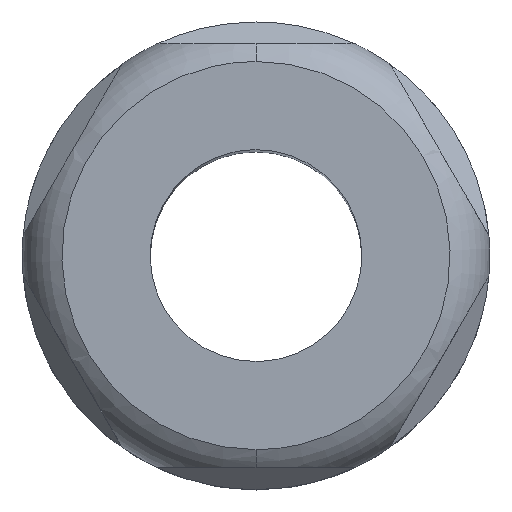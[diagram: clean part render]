
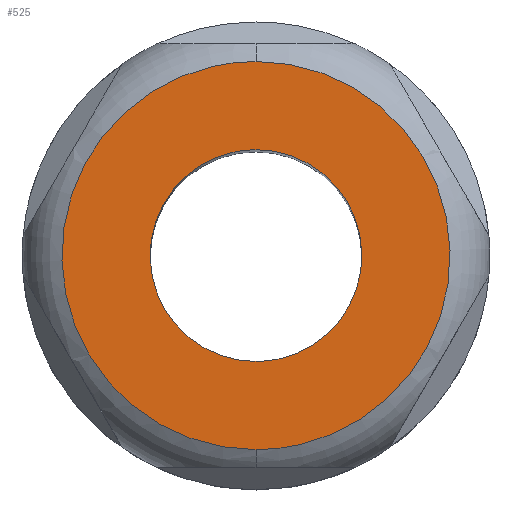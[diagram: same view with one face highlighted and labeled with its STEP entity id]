
A CAD part, top view. The second image highlights one B-rep face of the part: STEP entity #525.
In plain terms, the highlighted planar face has unit normal (0, 0, 1).
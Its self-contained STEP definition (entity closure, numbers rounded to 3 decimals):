
#459=AXIS2_PLACEMENT_3D('Plane Axis2P3D',#456,#457,#458) ;
#345=CARTESIAN_POINT('Vertex',(13.25,7.25,71.8)) ;
#349=CARTESIAN_POINT('Control Point',(13.25,19.25,71.8)) ;
#350=CARTESIAN_POINT('Control Point',(14.192,19.25,71.8)) ;
#351=CARTESIAN_POINT('Control Point',(15.135,19.065,71.8)) ;
#352=CARTESIAN_POINT('Control Point',(16.029,18.695,71.8)) ;
#353=CARTESIAN_POINT('Control Point',(17.623,17.623,71.8)) ;
#354=CARTESIAN_POINT('Control Point',(18.695,16.029,71.8)) ;
#355=CARTESIAN_POINT('Control Point',(19.065,15.135,71.8)) ;
#356=CARTESIAN_POINT('Control Point',(19.435,13.25,71.8)) ;
#357=CARTESIAN_POINT('Control Point',(19.065,11.365,71.8)) ;
#358=CARTESIAN_POINT('Control Point',(18.695,10.471,71.8)) ;
#359=CARTESIAN_POINT('Control Point',(17.623,8.877,71.8)) ;
#360=CARTESIAN_POINT('Control Point',(16.029,7.805,71.8)) ;
#361=CARTESIAN_POINT('Control Point',(15.135,7.435,71.8)) ;
#362=CARTESIAN_POINT('Control Point',(14.192,7.25,71.8)) ;
#363=CARTESIAN_POINT('Control Point',(13.25,7.25,71.8)) ;
#364=CARTESIAN_POINT('Vertex',(13.25,19.25,71.8)) ;
#385=CARTESIAN_POINT('Control Point',(13.25,7.25,71.8)) ;
#386=CARTESIAN_POINT('Control Point',(12.308,7.25,71.8)) ;
#387=CARTESIAN_POINT('Control Point',(11.365,7.435,71.8)) ;
#388=CARTESIAN_POINT('Control Point',(10.471,7.805,71.8)) ;
#389=CARTESIAN_POINT('Control Point',(8.877,8.877,71.8)) ;
#390=CARTESIAN_POINT('Control Point',(7.805,10.471,71.8)) ;
#391=CARTESIAN_POINT('Control Point',(7.435,11.365,71.8)) ;
#392=CARTESIAN_POINT('Control Point',(7.065,13.25,71.8)) ;
#393=CARTESIAN_POINT('Control Point',(7.435,15.135,71.8)) ;
#394=CARTESIAN_POINT('Control Point',(7.805,16.029,71.8)) ;
#395=CARTESIAN_POINT('Control Point',(8.877,17.623,71.8)) ;
#396=CARTESIAN_POINT('Control Point',(10.471,18.695,71.8)) ;
#397=CARTESIAN_POINT('Control Point',(11.365,19.065,71.8)) ;
#398=CARTESIAN_POINT('Control Point',(12.308,19.25,71.8)) ;
#399=CARTESIAN_POINT('Control Point',(13.25,19.25,71.8)) ;
#456=CARTESIAN_POINT('Axis2P3D Location',(22.4,13.25,71.8)) ;
#462=CARTESIAN_POINT('Control Point',(13.25,2.25,71.8)) ;
#463=CARTESIAN_POINT('Control Point',(12.113,2.25,71.8)) ;
#464=CARTESIAN_POINT('Control Point',(10.975,2.397,71.8)) ;
#465=CARTESIAN_POINT('Control Point',(9.863,2.691,71.8)) ;
#466=CARTESIAN_POINT('Control Point',(7.74,3.56,71.8)) ;
#467=CARTESIAN_POINT('Control Point',(5.908,4.94,71.8)) ;
#468=CARTESIAN_POINT('Control Point',(5.087,5.745,71.8)) ;
#469=CARTESIAN_POINT('Control Point',(3.671,7.549,71.8)) ;
#470=CARTESIAN_POINT('Control Point',(2.76,9.654,71.8)) ;
#471=CARTESIAN_POINT('Control Point',(2.444,10.76,71.8)) ;
#472=CARTESIAN_POINT('Control Point',(2.105,13.029,71.8)) ;
#473=CARTESIAN_POINT('Control Point',(2.354,15.309,71.8)) ;
#474=CARTESIAN_POINT('Control Point',(2.626,16.427,71.8)) ;
#475=CARTESIAN_POINT('Control Point',(3.452,18.566,71.8)) ;
#476=CARTESIAN_POINT('Control Point',(4.796,20.425,71.8)) ;
#477=CARTESIAN_POINT('Control Point',(5.584,21.263,71.8)) ;
#478=CARTESIAN_POINT('Control Point',(7.36,22.714,71.8)) ;
#479=CARTESIAN_POINT('Control Point',(9.447,23.666,71.8)) ;
#480=CARTESIAN_POINT('Control Point',(10.546,24.004,71.8)) ;
#481=CARTESIAN_POINT('Control Point',(11.764,24.211,71.8)) ;
#482=CARTESIAN_POINT('Control Point',(12.988,24.247,71.8)) ;
#483=CARTESIAN_POINT('Control Point',(13.075,24.249,71.8)) ;
#484=CARTESIAN_POINT('Control Point',(13.163,24.25,71.8)) ;
#485=CARTESIAN_POINT('Control Point',(13.25,24.25,71.8)) ;
#486=CARTESIAN_POINT('Vertex',(13.25,2.25,71.8)) ;
#488=CARTESIAN_POINT('Vertex',(13.25,24.25,71.8)) ;
#492=CARTESIAN_POINT('Control Point',(13.25,24.25,71.8)) ;
#493=CARTESIAN_POINT('Control Point',(14.387,24.25,71.8)) ;
#494=CARTESIAN_POINT('Control Point',(15.525,24.103,71.8)) ;
#495=CARTESIAN_POINT('Control Point',(16.637,23.809,71.8)) ;
#496=CARTESIAN_POINT('Control Point',(18.76,22.94,71.8)) ;
#497=CARTESIAN_POINT('Control Point',(20.592,21.56,71.8)) ;
#498=CARTESIAN_POINT('Control Point',(21.413,20.755,71.8)) ;
#499=CARTESIAN_POINT('Control Point',(22.829,18.951,71.8)) ;
#500=CARTESIAN_POINT('Control Point',(23.74,16.846,71.8)) ;
#501=CARTESIAN_POINT('Control Point',(24.056,15.74,71.8)) ;
#502=CARTESIAN_POINT('Control Point',(24.395,13.471,71.8)) ;
#503=CARTESIAN_POINT('Control Point',(24.146,11.191,71.8)) ;
#504=CARTESIAN_POINT('Control Point',(23.874,10.073,71.8)) ;
#505=CARTESIAN_POINT('Control Point',(23.048,7.934,71.8)) ;
#506=CARTESIAN_POINT('Control Point',(21.704,6.075,71.8)) ;
#507=CARTESIAN_POINT('Control Point',(20.916,5.237,71.8)) ;
#508=CARTESIAN_POINT('Control Point',(19.14,3.786,71.8)) ;
#509=CARTESIAN_POINT('Control Point',(17.053,2.834,71.8)) ;
#510=CARTESIAN_POINT('Control Point',(15.954,2.496,71.8)) ;
#511=CARTESIAN_POINT('Control Point',(14.736,2.289,71.8)) ;
#512=CARTESIAN_POINT('Control Point',(13.512,2.253,71.8)) ;
#513=CARTESIAN_POINT('Control Point',(13.425,2.251,71.8)) ;
#514=CARTESIAN_POINT('Control Point',(13.337,2.25,71.8)) ;
#515=CARTESIAN_POINT('Control Point',(13.25,2.25,71.8)) ;
#457=DIRECTION('Axis2P3D Direction',(-0.,0.,1.)) ;
#458=DIRECTION('Axis2P3D XDirection',(0.,-1.,0.)) ;
#518=ORIENTED_EDGE('',*,*,#490,.F.) ;
#519=ORIENTED_EDGE('',*,*,#516,.F.) ;
#522=ORIENTED_EDGE('',*,*,#366,.T.) ;
#523=ORIENTED_EDGE('',*,*,#400,.T.) ;
#524=FACE_BOUND('',#521,.T.) ;
#525=ADVANCED_FACE('Hauptk\X2\00F6\X0\rper',(#520,#524),#460,.T.) ;
#348=B_SPLINE_CURVE_WITH_KNOTS('',5,(#349,#350,#351,#352,#353,#354,#355,#356,#357,#358,#359,#360,#361,#362,#363),.UNSPECIFIED.,.F.,.U.,(6,3,3,3,6),(-9.425,-4.712,0.,4.712,9.425),.UNSPECIFIED.) ;
#384=B_SPLINE_CURVE_WITH_KNOTS('',5,(#385,#386,#387,#388,#389,#390,#391,#392,#393,#394,#395,#396,#397,#398,#399),.UNSPECIFIED.,.F.,.U.,(6,3,3,3,6),(-9.425,-4.712,0.,4.712,9.425),.UNSPECIFIED.) ;
#461=B_SPLINE_CURVE_WITH_KNOTS('',5,(#462,#463,#464,#465,#466,#467,#468,#469,#470,#471,#472,#473,#474,#475,#476,#477,#478,#479,#480,#481,#482,#483,#484,#485),.UNSPECIFIED.,.F.,.U.,(6,3,3,3,3,3,3,6),(0.,8.042,16.085,24.127,32.169,40.211,48.254,48.871),.UNSPECIFIED.) ;
#491=B_SPLINE_CURVE_WITH_KNOTS('',5,(#492,#493,#494,#495,#496,#497,#498,#499,#500,#501,#502,#503,#504,#505,#506,#507,#508,#509,#510,#511,#512,#513,#514,#515),.UNSPECIFIED.,.F.,.U.,(6,3,3,3,3,3,3,6),(0.,8.042,16.085,24.127,32.169,40.211,48.254,48.871),.UNSPECIFIED.) ;
#366=EDGE_CURVE('',#365,#346,#348,.T.) ;
#400=EDGE_CURVE('',#346,#365,#384,.T.) ;
#490=EDGE_CURVE('',#487,#489,#461,.T.) ;
#516=EDGE_CURVE('',#489,#487,#491,.T.) ;
#517=EDGE_LOOP('',(#518,#519)) ;
#521=EDGE_LOOP('',(#522,#523)) ;
#520=FACE_OUTER_BOUND('',#517,.T.) ;
#460=PLANE('',#459) ;
#346=VERTEX_POINT('',#345) ;
#365=VERTEX_POINT('',#364) ;
#487=VERTEX_POINT('',#486) ;
#489=VERTEX_POINT('',#488) ;
